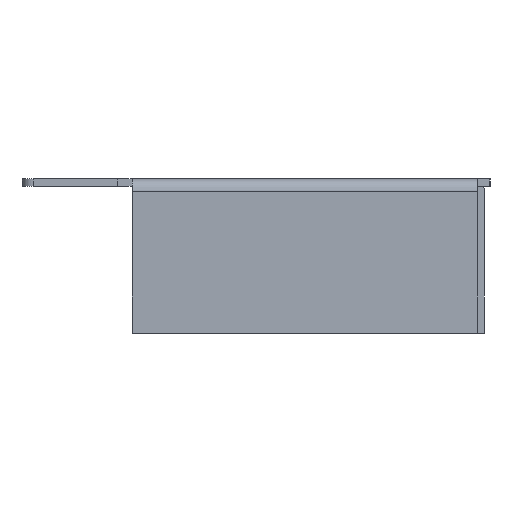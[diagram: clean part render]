
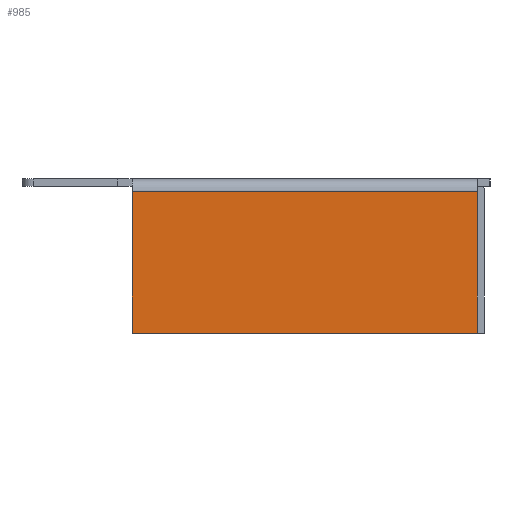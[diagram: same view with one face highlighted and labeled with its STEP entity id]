
A CAD part, left-side view. The second image highlights one B-rep face of the part: STEP entity #985.
In plain terms, the highlighted planar face has unit normal (-1, 0, 0).
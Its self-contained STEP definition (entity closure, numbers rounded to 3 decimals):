
#78 = CARTESIAN_POINT ( 'NONE',  ( -74.25, 48.75, -21. ) ) ;
#226 = DIRECTION ( 'NONE',  ( 0., 0., 1. ) ) ;
#247 = CARTESIAN_POINT ( 'NONE',  ( -74.25, 48.75, -1. ) ) ;
#317 = LINE ( 'NONE', #552, #683 ) ;
#353 = AXIS2_PLACEMENT_3D ( 'NONE', #1424, #563, #1562 ) ;
#365 = LINE ( 'NONE', #1334, #1775 ) ;
#393 = ORIENTED_EDGE ( 'NONE', *, *, #808, .F. ) ;
#404 = LINE ( 'NONE', #247, #1501 ) ;
#511 = DIRECTION ( 'NONE',  ( 0., 0., -1. ) ) ;
#552 = CARTESIAN_POINT ( 'NONE',  ( -74.25, 1.75, -21. ) ) ;
#563 = DIRECTION ( 'NONE',  ( -1., 0., 0. ) ) ;
#683 = VECTOR ( 'NONE', #511, 1000. ) ;
#745 = ORIENTED_EDGE ( 'NONE', *, *, #755, .F. ) ;
#755 = EDGE_CURVE ( 'NONE', #1650, #1666, #317, .T. ) ;
#808 = EDGE_CURVE ( 'NONE', #1769, #1340, #404, .T. ) ;
#812 = VECTOR ( 'NONE', #952, 1000. ) ;
#850 = CARTESIAN_POINT ( 'NONE',  ( -74.25, 1.75, -1.75 ) ) ;
#952 = DIRECTION ( 'NONE',  ( 0., -1., 0. ) ) ;
#985 = ADVANCED_FACE ( 'NONE', ( #1593 ), #1111, .T. ) ;
#1028 = ORIENTED_EDGE ( 'NONE', *, *, #1474, .F. ) ;
#1050 = CARTESIAN_POINT ( 'NONE',  ( -74.25, 1.75, -21. ) ) ;
#1071 = EDGE_LOOP ( 'NONE', ( #393, #1651, #745, #1028 ) ) ;
#1111 = PLANE ( 'NONE',  #353 ) ;
#1213 = LINE ( 'NONE', #1667, #812 ) ;
#1334 = CARTESIAN_POINT ( 'NONE',  ( -74.25, 48.75, -21. ) ) ;
#1340 = VERTEX_POINT ( 'NONE', #1485 ) ;
#1424 = CARTESIAN_POINT ( 'NONE',  ( -74.25, 0., 0. ) ) ;
#1474 = EDGE_CURVE ( 'NONE', #1340, #1650, #1213, .T. ) ;
#1485 = CARTESIAN_POINT ( 'NONE',  ( -74.25, 48.75, -1.75 ) ) ;
#1501 = VECTOR ( 'NONE', #226, 1000. ) ;
#1562 = DIRECTION ( 'NONE',  ( 0., 0., 1. ) ) ;
#1593 = FACE_OUTER_BOUND ( 'NONE', #1071, .T. ) ;
#1624 = DIRECTION ( 'NONE',  ( 0., 1., 0. ) ) ;
#1650 = VERTEX_POINT ( 'NONE', #850 ) ;
#1651 = ORIENTED_EDGE ( 'NONE', *, *, #1675, .F. ) ;
#1666 = VERTEX_POINT ( 'NONE', #1050 ) ;
#1667 = CARTESIAN_POINT ( 'NONE',  ( -74.25, 48.75, -1.75 ) ) ;
#1675 = EDGE_CURVE ( 'NONE', #1666, #1769, #365, .T. ) ;
#1769 = VERTEX_POINT ( 'NONE', #78 ) ;
#1775 = VECTOR ( 'NONE', #1624, 1000. ) ;
